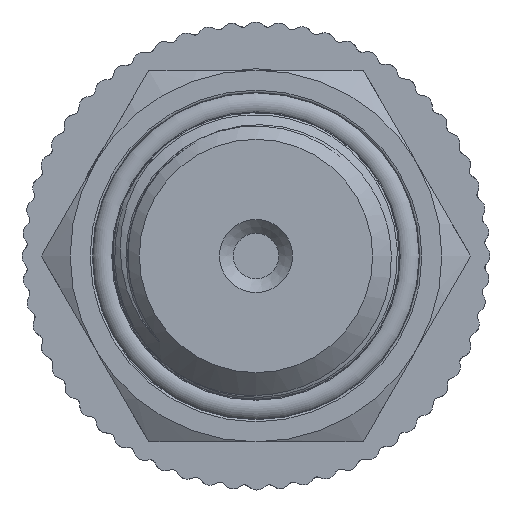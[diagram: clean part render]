
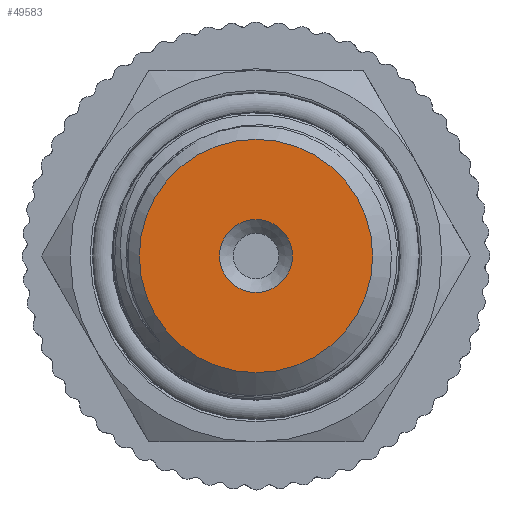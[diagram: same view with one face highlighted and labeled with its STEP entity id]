
A CAD part, left-side view. The second image highlights one B-rep face of the part: STEP entity #49583.
In plain terms, the highlighted planar face has unit normal (-1, 0, 0).
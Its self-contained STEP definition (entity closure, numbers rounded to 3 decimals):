
#169=PLANE('',#52212);
#3001=FACE_BOUND('',#6082,.T.);
#3373=FACE_OUTER_BOUND('',#6081,.T.);
#6081=EDGE_LOOP('',(#34667));
#6082=EDGE_LOOP('',(#34668));
#8544=CIRCLE('',#52176,8.478);
#8562=CIRCLE('',#52211,2.65);
#20356=VERTEX_POINT('',#81860);
#20375=VERTEX_POINT('',#85660);
#25862=EDGE_CURVE('',#20356,#20356,#8544,.T.);
#25899=EDGE_CURVE('',#20375,#20375,#8562,.T.);
#34667=ORIENTED_EDGE('',*,*,#25862,.T.);
#34668=ORIENTED_EDGE('',*,*,#25899,.T.);
#49583=ADVANCED_FACE('',(#3373,#3001),#169,.T.);
#52176=AXIS2_PLACEMENT_3D('',#81862,#56843,#56844);
#52211=AXIS2_PLACEMENT_3D('',#85662,#56919,#56920);
#52212=AXIS2_PLACEMENT_3D('',#85663,#56921,#56922);
#56843=DIRECTION('center_axis',(-1.,0.,0.));
#56844=DIRECTION('ref_axis',(0.,1.,0.));
#56919=DIRECTION('center_axis',(1.,0.,0.));
#56920=DIRECTION('ref_axis',(0.,0.,-1.));
#56921=DIRECTION('center_axis',(-1.,0.,0.));
#56922=DIRECTION('ref_axis',(0.,0.,1.));
#81860=CARTESIAN_POINT('',(-61.,-8.478,0.));
#81862=CARTESIAN_POINT('Origin',(-61.,0.,0.));
#85660=CARTESIAN_POINT('',(-61.,-2.65,0.));
#85662=CARTESIAN_POINT('Origin',(-61.,0.,0.));
#85663=CARTESIAN_POINT('Origin',(-61.,10.478,0.));
